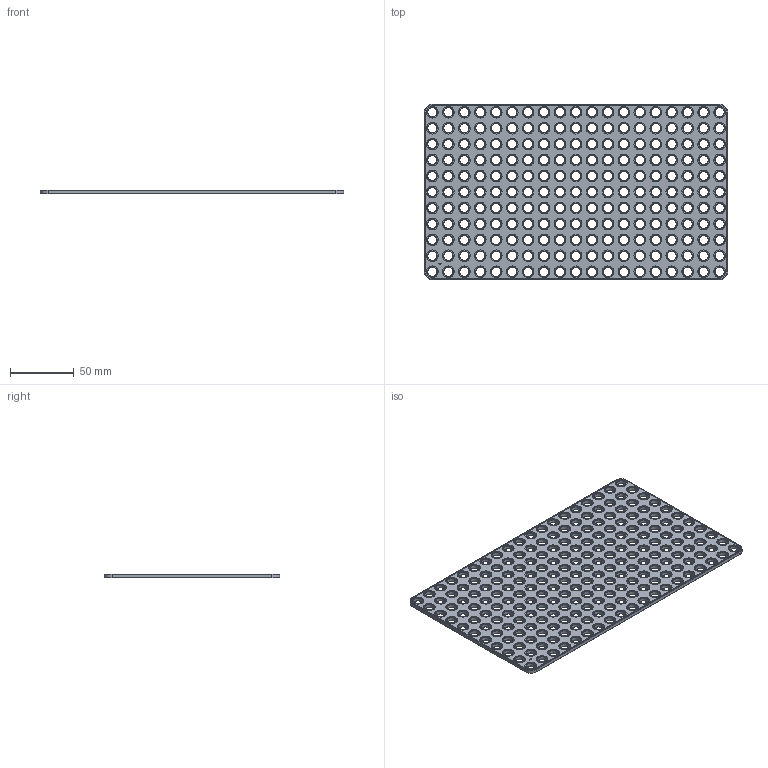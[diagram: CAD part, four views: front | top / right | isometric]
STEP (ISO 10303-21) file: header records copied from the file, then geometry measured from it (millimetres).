
FILE_DESCRIPTION(('FreeCAD Model'),'2;1');
FILE_NAME('Open CASCADE Shape Model','2024-10-09T00:23:59',(''),(''), 'Open CASCADE STEP processor 7.7','FreeCAD','Unknown');
FILE_SCHEMA(('AUTOMOTIVE_DESIGN { 1 0 10303 214 1 1 1 1 }'));
Length unit declared in the file: millimetre
Products named in the file (1): Plate RCT CRNR BU19x11x00.25 - SPN-PLT-0230 (stemfie.org)
Bounding box: 237.5 x 137.5 x 3.12 mm (x, y, z)
Volume: 72690.9 mm3; surface area: 65361.5 mm2
Topology: 1 solids, 1 shells, 1547 faces, 3478 edges, 2174 vertices
Faces by surface type: plane 531, cylinder 426, cone 426, extrusion 164
Full cylindrical faces by diameter (mm): 7 x209, 9.2 x209
Entity records: 44379 total; most frequent: CARTESIAN_POINT 8539, DIRECTION 7360, ORIENTED_EDGE 6956, EDGE_CURVE 3478, AXIS2_PLACEMENT_3D 2662, FACE_BOUND 2206, EDGE_LOOP 2206, VERTEX_POINT 2174
